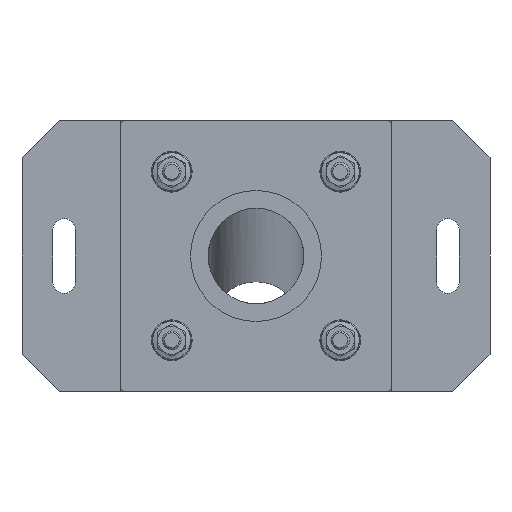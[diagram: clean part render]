
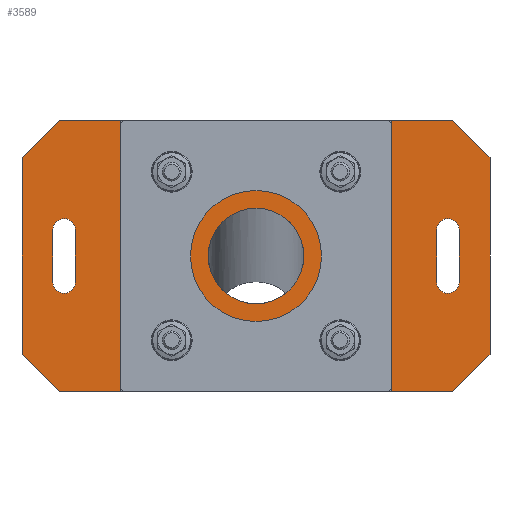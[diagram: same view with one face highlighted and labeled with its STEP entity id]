
A CAD part, front view. The second image highlights one B-rep face of the part: STEP entity #3589.
In plain terms, the highlighted planar face has unit normal (0, -1, 0).
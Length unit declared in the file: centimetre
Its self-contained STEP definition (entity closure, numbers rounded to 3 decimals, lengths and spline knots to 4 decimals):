
#302=FACE_BOUND('',#816,.T.);
#303=FACE_BOUND('',#817,.T.);
#304=FACE_BOUND('',#818,.T.);
#350=CIRCLE('',#3837,6.);
#351=CIRCLE('',#3840,6.);
#352=CIRCLE('',#3843,6.);
#353=CIRCLE('',#3846,6.);
#354=CIRCLE('',#3849,25.5);
#567=FACE_OUTER_BOUND('',#815,.T.);
#815=EDGE_LOOP('',(#2511,#2512,#2513,#2514,#2515,#2516,#2517,#2518));
#816=EDGE_LOOP('',(#2519));
#817=EDGE_LOOP('',(#2520,#2521,#2522,#2523));
#818=EDGE_LOOP('',(#2524,#2525,#2526,#2527));
#1099=LINE('',#5494,#1346);
#1102=LINE('',#5501,#1349);
#1105=LINE('',#5510,#1352);
#1108=LINE('',#5517,#1355);
#1111=LINE('',#5526,#1358);
#1113=LINE('',#5530,#1360);
#1115=LINE('',#5534,#1362);
#1117=LINE('',#5538,#1364);
#1119=LINE('',#5542,#1366);
#1121=LINE('',#5546,#1368);
#1123=LINE('',#5550,#1370);
#1125=LINE('',#5553,#1372);
#1346=VECTOR('',#4321,1.);
#1349=VECTOR('',#4330,1.);
#1352=VECTOR('',#4339,1.);
#1355=VECTOR('',#4348,1.);
#1358=VECTOR('',#4357,1.);
#1360=VECTOR('',#4361,1.);
#1362=VECTOR('',#4365,1.);
#1364=VECTOR('',#4369,1.);
#1366=VECTOR('',#4373,1.);
#1368=VECTOR('',#4377,1.);
#1370=VECTOR('',#4381,1.);
#1372=VECTOR('',#4385,1.);
#1596=VERTEX_POINT('',#5487);
#1597=VERTEX_POINT('',#5489);
#1598=VERTEX_POINT('',#5493);
#1599=VERTEX_POINT('',#5497);
#1600=VERTEX_POINT('',#5503);
#1601=VERTEX_POINT('',#5505);
#1602=VERTEX_POINT('',#5509);
#1603=VERTEX_POINT('',#5513);
#1604=VERTEX_POINT('',#5519);
#1605=VERTEX_POINT('',#5523);
#1606=VERTEX_POINT('',#5525);
#1607=VERTEX_POINT('',#5529);
#1608=VERTEX_POINT('',#5533);
#1609=VERTEX_POINT('',#5537);
#1610=VERTEX_POINT('',#5541);
#1611=VERTEX_POINT('',#5545);
#1612=VERTEX_POINT('',#5549);
#1911=EDGE_CURVE('',#1597,#1596,#350,.T.);
#1913=EDGE_CURVE('',#1598,#1597,#1099,.T.);
#1915=EDGE_CURVE('',#1599,#1598,#351,.T.);
#1917=EDGE_CURVE('',#1596,#1599,#1102,.T.);
#1919=EDGE_CURVE('',#1601,#1600,#352,.T.);
#1921=EDGE_CURVE('',#1602,#1601,#1105,.T.);
#1923=EDGE_CURVE('',#1603,#1602,#353,.T.);
#1925=EDGE_CURVE('',#1600,#1603,#1108,.T.);
#1926=EDGE_CURVE('',#1604,#1604,#354,.T.);
#1929=EDGE_CURVE('',#1606,#1605,#1111,.T.);
#1931=EDGE_CURVE('',#1607,#1606,#1113,.T.);
#1933=EDGE_CURVE('',#1608,#1607,#1115,.T.);
#1935=EDGE_CURVE('',#1609,#1608,#1117,.T.);
#1937=EDGE_CURVE('',#1610,#1609,#1119,.T.);
#1939=EDGE_CURVE('',#1611,#1610,#1121,.T.);
#1941=EDGE_CURVE('',#1612,#1611,#1123,.T.);
#1943=EDGE_CURVE('',#1605,#1612,#1125,.T.);
#2511=ORIENTED_EDGE('',*,*,#1943,.T.);
#2512=ORIENTED_EDGE('',*,*,#1941,.T.);
#2513=ORIENTED_EDGE('',*,*,#1939,.T.);
#2514=ORIENTED_EDGE('',*,*,#1937,.T.);
#2515=ORIENTED_EDGE('',*,*,#1935,.T.);
#2516=ORIENTED_EDGE('',*,*,#1933,.T.);
#2517=ORIENTED_EDGE('',*,*,#1931,.T.);
#2518=ORIENTED_EDGE('',*,*,#1929,.T.);
#2519=ORIENTED_EDGE('',*,*,#1926,.T.);
#2520=ORIENTED_EDGE('',*,*,#1925,.T.);
#2521=ORIENTED_EDGE('',*,*,#1923,.T.);
#2522=ORIENTED_EDGE('',*,*,#1921,.T.);
#2523=ORIENTED_EDGE('',*,*,#1919,.T.);
#2524=ORIENTED_EDGE('',*,*,#1917,.T.);
#2525=ORIENTED_EDGE('',*,*,#1915,.T.);
#2526=ORIENTED_EDGE('',*,*,#1913,.T.);
#2527=ORIENTED_EDGE('',*,*,#1911,.T.);
#3505=PLANE('',#3858);
#3589=ADVANCED_FACE('',(#567,#302,#303,#304),#3505,.T.);
#3837=AXIS2_PLACEMENT_3D('',#5490,#4316,#4317);
#3840=AXIS2_PLACEMENT_3D('',#5498,#4325,#4326);
#3843=AXIS2_PLACEMENT_3D('',#5506,#4334,#4335);
#3846=AXIS2_PLACEMENT_3D('',#5514,#4343,#4344);
#3849=AXIS2_PLACEMENT_3D('',#5520,#4351,#4352);
#3858=AXIS2_PLACEMENT_3D('',#5554,#4386,#4387);
#4316=DIRECTION('center_axis',(0.,1.,0.));
#4317=DIRECTION('ref_axis',(-1.,0.,0.));
#4321=DIRECTION('',(0.,0.,1.));
#4325=DIRECTION('center_axis',(0.,1.,0.));
#4326=DIRECTION('ref_axis',(1.,0.,0.));
#4330=DIRECTION('',(0.,0.,-1.));
#4334=DIRECTION('center_axis',(0.,1.,0.));
#4335=DIRECTION('ref_axis',(-1.,0.,0.));
#4339=DIRECTION('',(0.,0.,1.));
#4343=DIRECTION('center_axis',(0.,1.,0.));
#4344=DIRECTION('ref_axis',(1.,0.,0.));
#4348=DIRECTION('',(0.,0.,-1.));
#4351=DIRECTION('center_axis',(0.,1.,0.));
#4352=DIRECTION('ref_axis',(1.,0.,0.));
#4357=DIRECTION('',(-1.,0.,0.));
#4361=DIRECTION('',(-0.707,0.,0.707));
#4365=DIRECTION('',(0.,0.,1.));
#4369=DIRECTION('',(0.707,0.,0.707));
#4373=DIRECTION('',(1.,0.,0.));
#4377=DIRECTION('',(0.707,0.,-0.707));
#4381=DIRECTION('',(0.,0.,-1.));
#4385=DIRECTION('',(-0.707,0.,-0.707));
#4386=DIRECTION('center_axis',(0.,-1.,0.));
#4387=DIRECTION('ref_axis',(1.,0.,0.));
#5487=CARTESIAN_POINT('',(-96.5,8.,86.5));
#5489=CARTESIAN_POINT('',(-108.5,8.,86.5));
#5490=CARTESIAN_POINT('Origin',(-102.5,8.,86.5));
#5493=CARTESIAN_POINT('',(-108.5,8.,58.5));
#5494=CARTESIAN_POINT('',(-108.5,8.,58.5));
#5497=CARTESIAN_POINT('',(-96.5,8.,58.5));
#5498=CARTESIAN_POINT('Origin',(-102.5,8.,58.5));
#5501=CARTESIAN_POINT('',(-96.5,8.,86.5));
#5503=CARTESIAN_POINT('',(108.5,8.,86.5));
#5505=CARTESIAN_POINT('',(96.5,8.,86.5));
#5506=CARTESIAN_POINT('Origin',(102.5,8.,86.5));
#5509=CARTESIAN_POINT('',(96.5,8.,58.5));
#5510=CARTESIAN_POINT('',(96.5,8.,58.5));
#5513=CARTESIAN_POINT('',(108.5,8.,58.5));
#5514=CARTESIAN_POINT('Origin',(102.5,8.,58.5));
#5517=CARTESIAN_POINT('',(108.5,8.,86.5));
#5519=CARTESIAN_POINT('',(-25.5,8.,72.5));
#5520=CARTESIAN_POINT('Origin',(0.,8.,
72.5));
#5523=CARTESIAN_POINT('',(-105.,8.,145.));
#5525=CARTESIAN_POINT('',(105.,8.,145.));
#5526=CARTESIAN_POINT('',(105.,8.,145.));
#5529=CARTESIAN_POINT('',(125.,8.,125.));
#5530=CARTESIAN_POINT('',(125.,8.,125.));
#5533=CARTESIAN_POINT('',(125.,8.,20.));
#5534=CARTESIAN_POINT('',(125.,8.,20.));
#5537=CARTESIAN_POINT('',(105.,8.,0.));
#5538=CARTESIAN_POINT('',(105.,8.,0.));
#5541=CARTESIAN_POINT('',(-105.,8.,0.));
#5542=CARTESIAN_POINT('',(-105.,8.,0.));
#5545=CARTESIAN_POINT('',(-125.,8.,20.));
#5546=CARTESIAN_POINT('',(-125.,8.,20.));
#5549=CARTESIAN_POINT('',(-125.,8.,125.));
#5550=CARTESIAN_POINT('',(-125.,8.,125.));
#5553=CARTESIAN_POINT('',(-105.,8.,145.));
#5554=CARTESIAN_POINT('Origin',(0.,8.,72.5));
